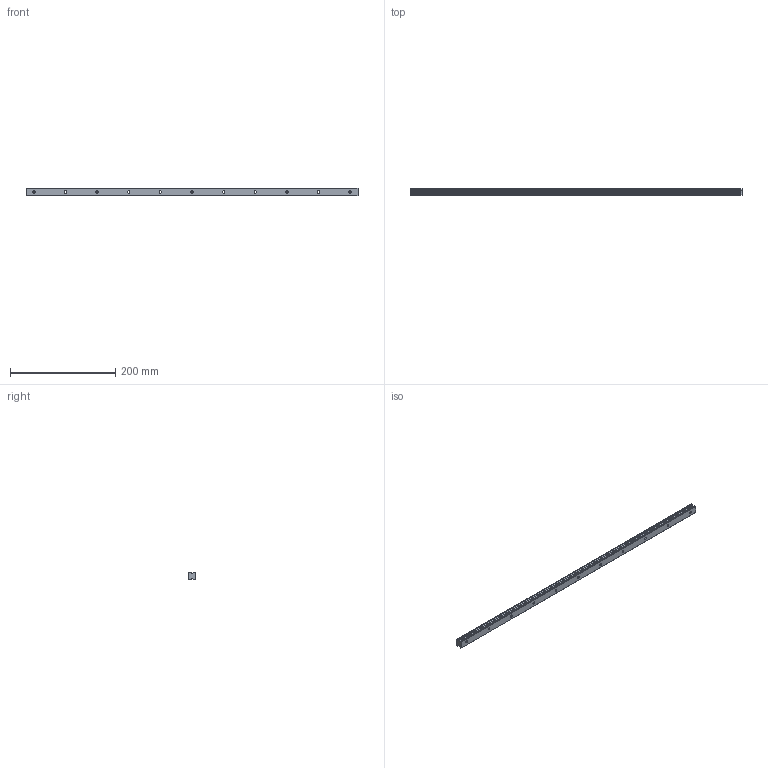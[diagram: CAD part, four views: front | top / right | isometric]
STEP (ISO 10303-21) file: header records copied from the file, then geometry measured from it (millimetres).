
FILE_DESCRIPTION (( 'STEP AP214' ), '1' );
FILE_NAME ('SHS15 630L G15.STEP', '2021-05-25T09:56:16', ( '' ), ( '' ), 'SwSTEP 2.0', 'SolidWorks 2021', '' );
FILE_SCHEMA (( 'AUTOMOTIVE_DESIGN' ));
Length unit declared in the file: millimetre
Products named in the file (2): _SHS15C63015 Track; SHS15 630L G15
Assembly tree (1 placements, depth 2):
  SHS15 630L G15
    _SHS15C63015 Track
Bounding box: 630 x 13 x 15 mm (x, y, z)
Volume: 101705.8 mm3; surface area: 38211.8 mm2
Topology: 1 solids, 1 shells, 100 faces, 261 edges, 174 vertices
Faces by surface type: cylinder 67, plane 33
Entity records: 3249 total; most frequent: DIRECTION 603, CARTESIAN_POINT 539, ORIENTED_EDGE 522, EDGE_CURVE 261, AXIS2_PLACEMENT_3D 238, VERTEX_POINT 174, CIRCLE 134, EDGE_LOOP 133
